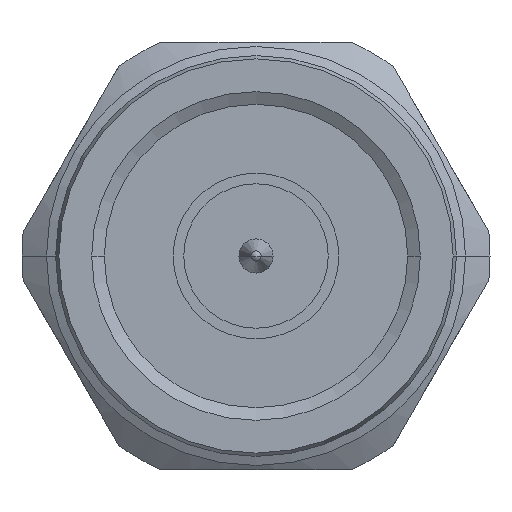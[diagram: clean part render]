
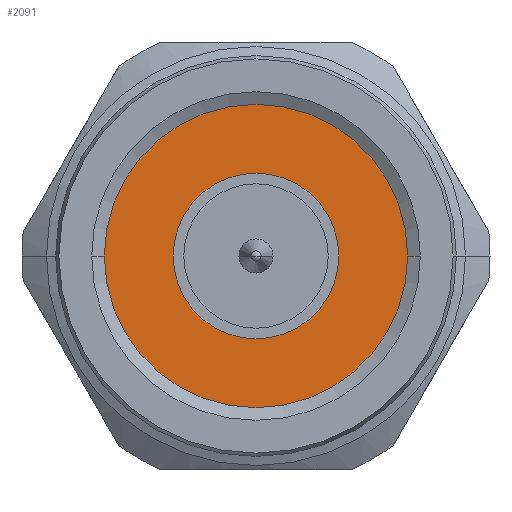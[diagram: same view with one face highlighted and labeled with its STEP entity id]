
A CAD part, left-side view. The second image highlights one B-rep face of the part: STEP entity #2091.
In plain terms, the highlighted planar face has unit normal (-1, 0, 0).
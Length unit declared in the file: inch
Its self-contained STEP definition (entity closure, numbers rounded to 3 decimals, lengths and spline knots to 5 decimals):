
#7 = CIRCLE ( 'NONE', #2569, 0.15748 ) ;
#10 = AXIS2_PLACEMENT_3D ( 'NONE', #2472, #434, #1981 ) ;
#188 = EDGE_LOOP ( 'NONE', ( #901, #3184 ) ) ;
#243 = VERTEX_POINT ( 'NONE', #522 ) ;
#248 = CARTESIAN_POINT ( 'NONE',  ( 0.41653, 0., 0. ) ) ;
#326 = ORIENTED_EDGE ( 'NONE', *, *, #771, .F. ) ;
#434 = DIRECTION ( 'NONE',  ( 1., 0., 0. ) ) ;
#444 = EDGE_CURVE ( 'NONE', #2891, #1248, #1375, .T. ) ;
#522 = CARTESIAN_POINT ( 'NONE',  ( 0.41653, -0.34395, 0. ) ) ;
#569 = CARTESIAN_POINT ( 'NONE',  ( 0.41653, 0., 0. ) ) ;
#588 = DIRECTION ( 'NONE',  ( 1., 0., 0. ) ) ;
#604 = ORIENTED_EDGE ( 'NONE', *, *, #2200, .F. ) ;
#654 = CARTESIAN_POINT ( 'NONE',  ( 0.41653, 0.15748, 0. ) ) ;
#681 = CIRCLE ( 'NONE', #10, 0.34395 ) ;
#771 = EDGE_CURVE ( 'NONE', #1928, #243, #1164, .T. ) ;
#901 = ORIENTED_EDGE ( 'NONE', *, *, #444, .T. ) ;
#987 = FACE_OUTER_BOUND ( 'NONE', #1618, .T. ) ;
#1164 = CIRCLE ( 'NONE', #1582, 0.34395 ) ;
#1210 = DIRECTION ( 'NONE',  ( 0., -1., 0. ) ) ;
#1241 = DIRECTION ( 'NONE',  ( -1., 0., 0. ) ) ;
#1248 = VERTEX_POINT ( 'NONE', #2015 ) ;
#1375 = CIRCLE ( 'NONE', #2476, 0.15748 ) ;
#1582 = AXIS2_PLACEMENT_3D ( 'NONE', #248, #2254, #2289 ) ;
#1618 = EDGE_LOOP ( 'NONE', ( #326, #604 ) ) ;
#1928 = VERTEX_POINT ( 'NONE', #3117 ) ;
#1981 = DIRECTION ( 'NONE',  ( 0., 1., 0. ) ) ;
#1991 = PLANE ( 'NONE',  #2421 ) ;
#2015 = CARTESIAN_POINT ( 'NONE',  ( 0.41653, -0.15748, 0. ) ) ;
#2091 = ADVANCED_FACE ( 'NONE', ( #3233, #987 ), #1991, .T. ) ;
#2200 = EDGE_CURVE ( 'NONE', #243, #1928, #681, .T. ) ;
#2240 = CARTESIAN_POINT ( 'NONE',  ( 0.41653, 0.34395, 0. ) ) ;
#2254 = DIRECTION ( 'NONE',  ( 1., 0., 0. ) ) ;
#2289 = DIRECTION ( 'NONE',  ( 0., 1., 0. ) ) ;
#2421 = AXIS2_PLACEMENT_3D ( 'NONE', #2240, #1241, #1210 ) ;
#2472 = CARTESIAN_POINT ( 'NONE',  ( 0.41653, 0., 0. ) ) ;
#2476 = AXIS2_PLACEMENT_3D ( 'NONE', #569, #588, #2629 ) ;
#2569 = AXIS2_PLACEMENT_3D ( 'NONE', #3073, #3030, #2836 ) ;
#2629 = DIRECTION ( 'NONE',  ( 0., 1., 0. ) ) ;
#2836 = DIRECTION ( 'NONE',  ( 0., 1., 0. ) ) ;
#2891 = VERTEX_POINT ( 'NONE', #654 ) ;
#3030 = DIRECTION ( 'NONE',  ( 1., 0., 0. ) ) ;
#3036 = EDGE_CURVE ( 'NONE', #1248, #2891, #7, .T. ) ;
#3073 = CARTESIAN_POINT ( 'NONE',  ( 0.41653, 0., 0. ) ) ;
#3117 = CARTESIAN_POINT ( 'NONE',  ( 0.41653, 0.34395, 0. ) ) ;
#3184 = ORIENTED_EDGE ( 'NONE', *, *, #3036, .T. ) ;
#3233 = FACE_BOUND ( 'NONE', #188, .T. ) ;
